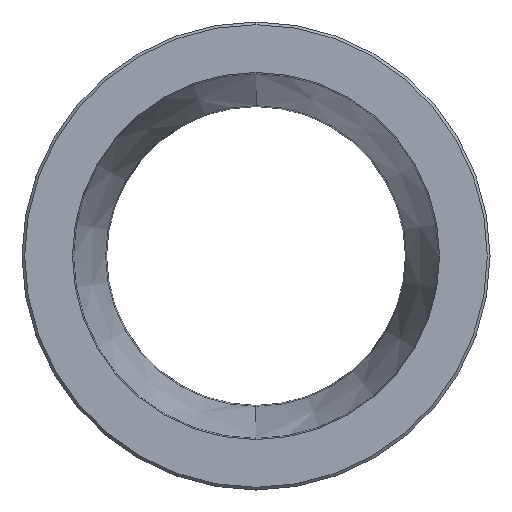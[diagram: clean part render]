
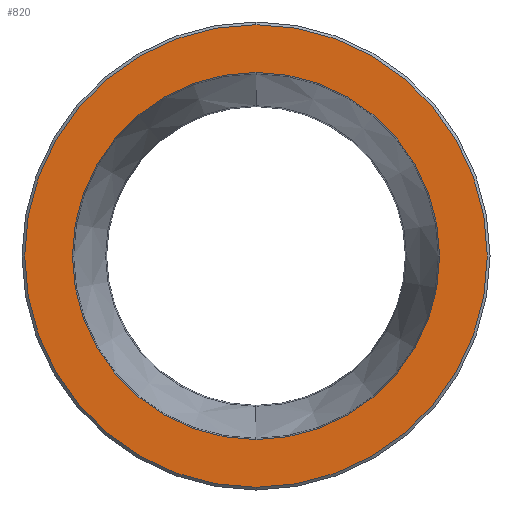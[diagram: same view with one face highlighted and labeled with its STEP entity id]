
A CAD part, left-side view. The second image highlights one B-rep face of the part: STEP entity #820.
In plain terms, the highlighted planar face has unit normal (-1, 0, 0).
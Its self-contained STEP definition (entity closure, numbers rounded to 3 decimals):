
#14 = CIRCLE ( 'NONE', #478, 51. ) ;
#55 = CARTESIAN_POINT ( 'NONE',  ( 0., 0., -51. ) ) ;
#69 = CIRCLE ( 'NONE', #505, 64.25 ) ;
#130 = DIRECTION ( 'NONE',  ( 0., 0., 1. ) ) ;
#201 = CARTESIAN_POINT ( 'NONE',  ( 0., 0., 0. ) ) ;
#206 = AXIS2_PLACEMENT_3D ( 'NONE', #364, #356, #335 ) ;
#242 = AXIS2_PLACEMENT_3D ( 'NONE', #430, #427, #385 ) ;
#285 = FACE_OUTER_BOUND ( 'NONE', #1441, .T. ) ;
#331 = DIRECTION ( 'NONE',  ( -1., 0., 0. ) ) ;
#335 = DIRECTION ( 'NONE',  ( 0., 0., 1. ) ) ;
#356 = DIRECTION ( 'NONE',  ( -1., 0., 0. ) ) ;
#364 = CARTESIAN_POINT ( 'NONE',  ( 0., 0., 0. ) ) ;
#385 = DIRECTION ( 'NONE',  ( 0., 0., 1. ) ) ;
#427 = DIRECTION ( 'NONE',  ( -1., 0., 0. ) ) ;
#430 = CARTESIAN_POINT ( 'NONE',  ( 0., 0., 0. ) ) ;
#438 = ORIENTED_EDGE ( 'NONE', *, *, #1624, .F. ) ;
#449 = CARTESIAN_POINT ( 'NONE',  ( 0., 0., -64.25 ) ) ;
#464 = FACE_BOUND ( 'NONE', #1058, .T. ) ;
#478 = AXIS2_PLACEMENT_3D ( 'NONE', #201, #331, #130 ) ;
#505 = AXIS2_PLACEMENT_3D ( 'NONE', #1161, #813, #867 ) ;
#673 = VERTEX_POINT ( 'NONE', #55 ) ;
#699 = ORIENTED_EDGE ( 'NONE', *, *, #1495, .T. ) ;
#771 = VERTEX_POINT ( 'NONE', #1373 ) ;
#813 = DIRECTION ( 'NONE',  ( -1., 0., 0. ) ) ;
#820 = ADVANCED_FACE ( 'NONE', ( #464, #285 ), #1004, .F. ) ;
#867 = DIRECTION ( 'NONE',  ( 0., 0., 1. ) ) ;
#945 = DIRECTION ( 'NONE',  ( 0., 0., -1. ) ) ;
#979 = CARTESIAN_POINT ( 'NONE',  ( 0., 51., 0. ) ) ;
#1004 = PLANE ( 'NONE',  #1326 ) ;
#1033 = DIRECTION ( 'NONE',  ( 1., 0., 0. ) ) ;
#1058 = EDGE_LOOP ( 'NONE', ( #438, #1481 ) ) ;
#1087 = CARTESIAN_POINT ( 'NONE',  ( 0., 0., 64.25 ) ) ;
#1161 = CARTESIAN_POINT ( 'NONE',  ( 0., 0., 0. ) ) ;
#1231 = VERTEX_POINT ( 'NONE', #1087 ) ;
#1238 = ORIENTED_EDGE ( 'NONE', *, *, #1621, .T. ) ;
#1326 = AXIS2_PLACEMENT_3D ( 'NONE', #979, #1033, #945 ) ;
#1373 = CARTESIAN_POINT ( 'NONE',  ( 0., 0., 51. ) ) ;
#1386 = CIRCLE ( 'NONE', #206, 51. ) ;
#1406 = VERTEX_POINT ( 'NONE', #449 ) ;
#1422 = CIRCLE ( 'NONE', #242, 64.25 ) ;
#1441 = EDGE_LOOP ( 'NONE', ( #1238, #699 ) ) ;
#1481 = ORIENTED_EDGE ( 'NONE', *, *, #1521, .F. ) ;
#1495 = EDGE_CURVE ( 'NONE', #1231, #1406, #69, .T. ) ;
#1521 = EDGE_CURVE ( 'NONE', #673, #771, #14, .T. ) ;
#1621 = EDGE_CURVE ( 'NONE', #1406, #1231, #1422, .T. ) ;
#1624 = EDGE_CURVE ( 'NONE', #771, #673, #1386, .T. ) ;
